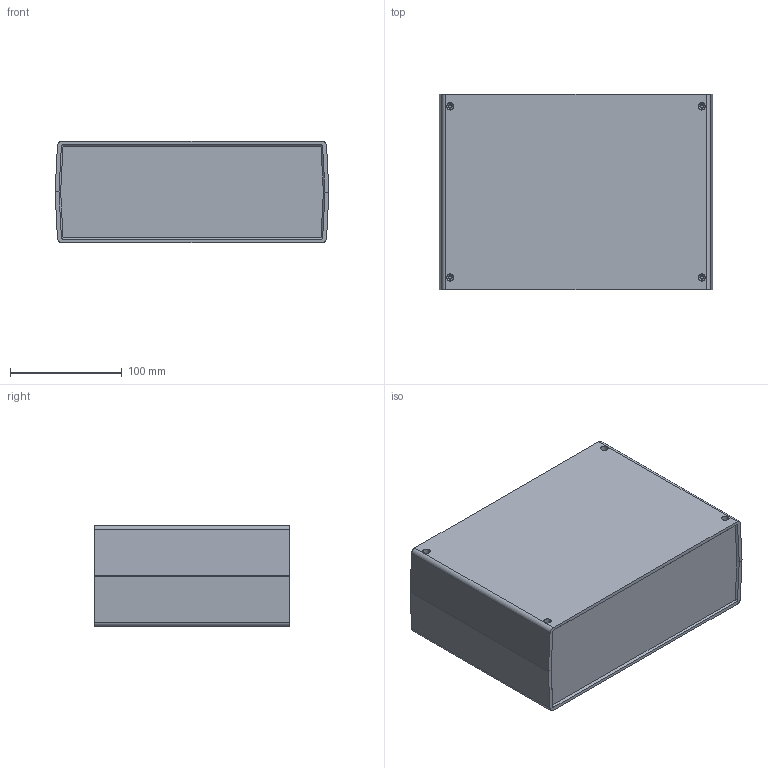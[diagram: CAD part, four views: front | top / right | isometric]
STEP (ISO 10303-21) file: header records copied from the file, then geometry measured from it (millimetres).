
FILE_DESCRIPTION (( 'STEP AP214' ), '1' );
FILE_NAME ('G752.STEP', '2011-02-09T02:20:45', ( 'NEF User' ), ( 'NEF User' ), 'SwSTEP 2.0', 'SolidWorks 2010', '' );
FILE_SCHEMA (( 'AUTOMOTIVE_DESIGN' ));
Length unit declared in the file: millimetre
Products named in the file (1): G752
Bounding box: 245 x 175 x 90.5 mm (x, y, z)
Volume: 430385.5 mm3; surface area: 343512.5 mm2
Topology: 4 solids, 4 shells, 486 faces, 1254 edges, 804 vertices
Faces by surface type: plane 330, cylinder 100, cone 56
Entity records: 14695 total; most frequent: CARTESIAN_POINT 2549, DIRECTION 2520, ORIENTED_EDGE 2492, EDGE_CURVE 1246, VECTOR 938, LINE 938, VERTEX_POINT 804, AXIS2_PLACEMENT_3D 791
